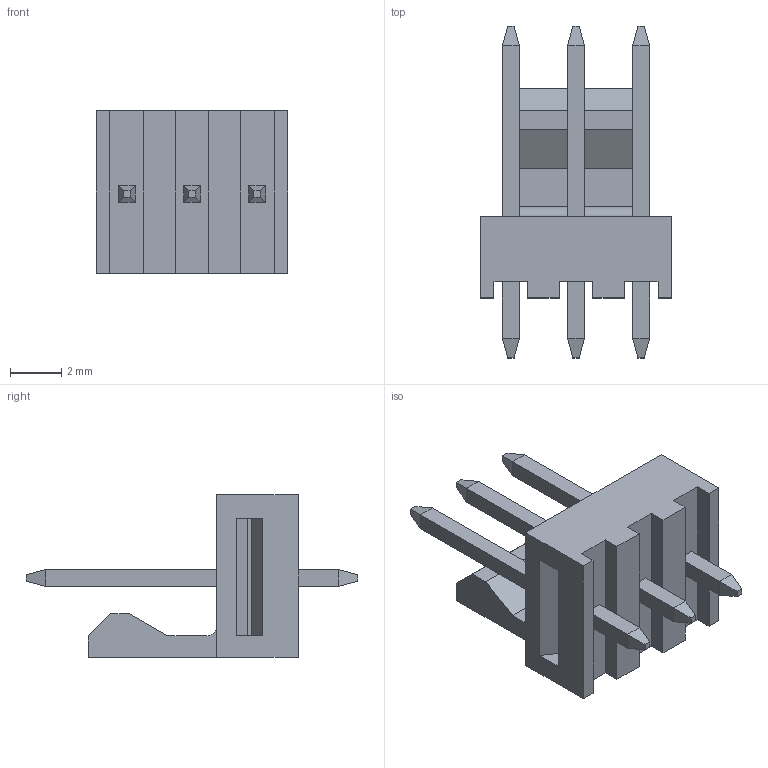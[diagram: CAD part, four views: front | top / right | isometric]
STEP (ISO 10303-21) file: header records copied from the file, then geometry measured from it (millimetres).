
FILE_DESCRIPTION((''),'2;1');
FILE_NAME('1718561003','2020-04-30T',('gga'),(''),'PRO/ENGINEER BY PARAMETRIC TECHNOLOGY CORPORATION, 2016010','PRO/ENGINEER BY PARAMETRIC TECHNOLOGY CORPORATION, 2016010','');
FILE_SCHEMA(('CONFIG_CONTROL_DESIGN'));
Length unit declared in the file: inch
Products named in the file (1): 1718561003
Bounding box: 7.47 x 12.95 x 6.35 mm (x, y, z)
Volume: 173.7 mm3; surface area: 351 mm2
Topology: 1 solids, 1 shells, 90 faces, 222 edges, 142 vertices
Faces by surface type: plane 89, cylinder 1
Entity records: 2624 total; most frequent: CARTESIAN_POINT 449, ORIENTED_EDGE 432, DIRECTION 412, EDGE_CURVE 216, VECTOR 214, LINE 214, VERTEX_POINT 136, AXIS2_PLACEMENT_3D 99
